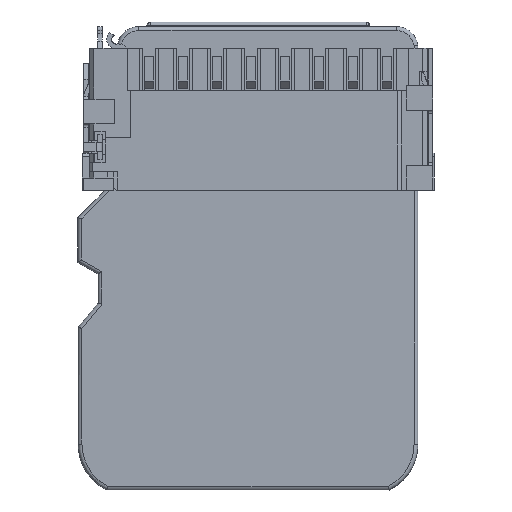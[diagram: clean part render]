
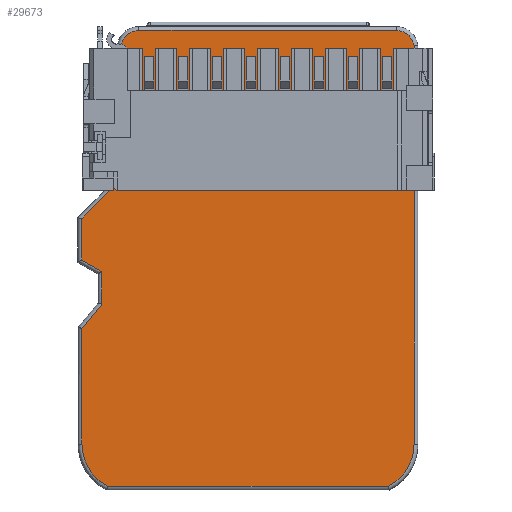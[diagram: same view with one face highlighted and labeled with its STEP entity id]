
A CAD part, front view. The second image highlights one B-rep face of the part: STEP entity #29673.
In plain terms, the highlighted planar face has unit normal (0, -1, 0).
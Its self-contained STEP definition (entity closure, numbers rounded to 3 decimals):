
#291 = VECTOR ( 'NONE', #12216, 1000. ) ;
#303 = VERTEX_POINT ( 'NONE', #25275 ) ;
#889 = VERTEX_POINT ( 'NONE', #15506 ) ;
#1179 = EDGE_CURVE ( 'NONE', #11856, #2787, #10682, .T. ) ;
#1252 = ORIENTED_EDGE ( 'NONE', *, *, #14508, .T. ) ;
#1367 = LINE ( 'NONE', #10951, #12972 ) ;
#1388 = ORIENTED_EDGE ( 'NONE', *, *, #24195, .T. ) ;
#1535 = VECTOR ( 'NONE', #22301, 1000. ) ;
#1582 = ORIENTED_EDGE ( 'NONE', *, *, #1179, .T. ) ;
#1849 = VECTOR ( 'NONE', #4162, 1000. ) ;
#2232 = EDGE_CURVE ( 'NONE', #22080, #889, #10154, .T. ) ;
#2271 = LINE ( 'NONE', #19969, #1535 ) ;
#2351 = DIRECTION ( 'NONE',  ( 0., 0., -1. ) ) ;
#2554 = CARTESIAN_POINT ( 'NONE',  ( -5.381, 0.365, -4.93 ) ) ;
#2679 = LINE ( 'NONE', #20656, #20438 ) ;
#2787 = VERTEX_POINT ( 'NONE', #20942 ) ;
#3165 = ORIENTED_EDGE ( 'NONE', *, *, #13046, .T. ) ;
#3187 = CARTESIAN_POINT ( 'NONE',  ( -4.18, 0.365, 2.875 ) ) ;
#3265 = CIRCLE ( 'NONE', #7785, 0.58 ) ;
#3303 = FACE_OUTER_BOUND ( 'NONE', #6331, .T. ) ;
#3751 = AXIS2_PLACEMENT_3D ( 'NONE', #22713, #8831, #25044 ) ;
#3973 = CARTESIAN_POINT ( 'NONE',  ( 4.725, 0.365, -10.513 ) ) ;
#4162 = DIRECTION ( 'NONE',  ( 1., 0., 0. ) ) ;
#4218 = LINE ( 'NONE', #13895, #21972 ) ;
#5160 = CARTESIAN_POINT ( 'NONE',  ( -4.756, 0.365, -1.937 ) ) ;
#5310 = EDGE_CURVE ( 'NONE', #16070, #22080, #24978, .T. ) ;
#5639 = DIRECTION ( 'NONE',  ( 0., 0., -1. ) ) ;
#6331 = EDGE_LOOP ( 'NONE', ( #26840, #25600, #6352, #7884, #1388, #13114, #13306, #3165, #1252, #25050, #8652, #14078, #1582, #10324 ) ) ;
#6352 = ORIENTED_EDGE ( 'NONE', *, *, #5310, .T. ) ;
#6789 = DIRECTION ( 'NONE',  ( 0., 0., -1. ) ) ;
#6960 = CARTESIAN_POINT ( 'NONE',  ( -4.182, 0.365, 2.295 ) ) ;
#7664 = CIRCLE ( 'NONE', #13317, 1.516 ) ;
#7785 = AXIS2_PLACEMENT_3D ( 'NONE', #6960, #23168, #9304 ) ;
#7884 = ORIENTED_EDGE ( 'NONE', *, *, #2232, .T. ) ;
#8316 = CARTESIAN_POINT ( 'NONE',  ( -5.193, 0.365, -11.875 ) ) ;
#8392 = CARTESIAN_POINT ( 'NONE',  ( -6.026, 0.365, -10.512 ) ) ;
#8515 = CARTESIAN_POINT ( 'NONE',  ( -6.037, 0.365, -4.555 ) ) ;
#8652 = ORIENTED_EDGE ( 'NONE', *, *, #21889, .T. ) ;
#8763 = EDGE_CURVE ( 'NONE', #17185, #16070, #7664, .T. ) ;
#8768 = LINE ( 'NONE', #15616, #1849 ) ;
#8831 = DIRECTION ( 'NONE',  ( 0., -1., 0. ) ) ;
#9118 = VERTEX_POINT ( 'NONE', #20079 ) ;
#9304 = DIRECTION ( 'NONE',  ( -1., 0., 0. ) ) ;
#9380 = DIRECTION ( 'NONE',  ( 0., -1., 0. ) ) ;
#9445 = CARTESIAN_POINT ( 'NONE',  ( -4.756, 0.365, 2.378 ) ) ;
#9791 = LINE ( 'NONE', #3187, #26796 ) ;
#9850 = CARTESIAN_POINT ( 'NONE',  ( 4.725, 0.365, 2.378 ) ) ;
#10154 = CIRCLE ( 'NONE', #14236, 0.58 ) ;
#10324 = ORIENTED_EDGE ( 'NONE', *, *, #23175, .T. ) ;
#10676 = CARTESIAN_POINT ( 'NONE',  ( 4.916, 0.365, -12. ) ) ;
#10682 = LINE ( 'NONE', #8392, #22265 ) ;
#10770 = DIRECTION ( 'NONE',  ( -1., 0., 0. ) ) ;
#10951 = CARTESIAN_POINT ( 'NONE',  ( -4.756, 0.365, -1.886 ) ) ;
#11027 = VERTEX_POINT ( 'NONE', #2554 ) ;
#11509 = CARTESIAN_POINT ( 'NONE',  ( -6.055, 0.365, -6.809 ) ) ;
#11856 = VERTEX_POINT ( 'NONE', #29075 ) ;
#11857 = VERTEX_POINT ( 'NONE', #8316 ) ;
#12046 = AXIS2_PLACEMENT_3D ( 'NONE', #10676, #24638, #10770 ) ;
#12216 = DIRECTION ( 'NONE',  ( 0., 0., 1. ) ) ;
#12972 = VECTOR ( 'NONE', #27168, 1000. ) ;
#13046 = EDGE_CURVE ( 'NONE', #26416, #28465, #2271, .T. ) ;
#13114 = ORIENTED_EDGE ( 'NONE', *, *, #13766, .T. ) ;
#13306 = ORIENTED_EDGE ( 'NONE', *, *, #14954, .T. ) ;
#13317 = AXIS2_PLACEMENT_3D ( 'NONE', #23239, #9380, #25591 ) ;
#13757 = EDGE_CURVE ( 'NONE', #303, #11856, #15618, .T. ) ;
#13766 = EDGE_CURVE ( 'NONE', #9118, #22007, #3265, .T. ) ;
#13895 = CARTESIAN_POINT ( 'NONE',  ( 5.429, 0.365, -11.101 ) ) ;
#14078 = ORIENTED_EDGE ( 'NONE', *, *, #13757, .T. ) ;
#14236 = AXIS2_PLACEMENT_3D ( 'NONE', #17328, #17270, #17235 ) ;
#14508 = EDGE_CURVE ( 'NONE', #28465, #21760, #15962, .T. ) ;
#14529 = CIRCLE ( 'NONE', #3751, 1.541 ) ;
#14872 = CARTESIAN_POINT ( 'NONE',  ( -6.037, 0.365, -3.229 ) ) ;
#14954 = EDGE_CURVE ( 'NONE', #22007, #26416, #1367, .T. ) ;
#15506 = CARTESIAN_POINT ( 'NONE',  ( 4.151, 0.365, 2.875 ) ) ;
#15616 = CARTESIAN_POINT ( 'NONE',  ( 4.916, 0.365, -11.875 ) ) ;
#15618 = LINE ( 'NONE', #11509, #27198 ) ;
#15751 = EDGE_CURVE ( 'NONE', #21760, #11027, #4218, .T. ) ;
#15962 = LINE ( 'NONE', #25587, #21369 ) ;
#16070 = VERTEX_POINT ( 'NONE', #3973 ) ;
#17185 = VERTEX_POINT ( 'NONE', #28082 ) ;
#17235 = DIRECTION ( 'NONE',  ( -1., 0., 0. ) ) ;
#17270 = DIRECTION ( 'NONE',  ( 0., -1., 0. ) ) ;
#17328 = CARTESIAN_POINT ( 'NONE',  ( 4.151, 0.365, 2.295 ) ) ;
#18591 = EDGE_CURVE ( 'NONE', #11857, #17185, #8768, .T. ) ;
#18843 = CARTESIAN_POINT ( 'NONE',  ( 4.725, 0.365, -12. ) ) ;
#19969 = CARTESIAN_POINT ( 'NONE',  ( -6.073, 0.365, -3.265 ) ) ;
#20079 = CARTESIAN_POINT ( 'NONE',  ( -4.18, 0.365, 2.875 ) ) ;
#20438 = VECTOR ( 'NONE', #6789, 1000. ) ;
#20656 = CARTESIAN_POINT ( 'NONE',  ( -5.381, 0.365, -5.946 ) ) ;
#20942 = CARTESIAN_POINT ( 'NONE',  ( -6.026, 0.365, -10.511 ) ) ;
#21369 = VECTOR ( 'NONE', #2351, 1000. ) ;
#21760 = VERTEX_POINT ( 'NONE', #8515 ) ;
#21889 = EDGE_CURVE ( 'NONE', #11027, #303, #2679, .T. ) ;
#21972 = VECTOR ( 'NONE', #25476, 1000. ) ;
#22007 = VERTEX_POINT ( 'NONE', #9445 ) ;
#22080 = VERTEX_POINT ( 'NONE', #9850 ) ;
#22265 = VECTOR ( 'NONE', #5639, 1000. ) ;
#22301 = DIRECTION ( 'NONE',  ( -0.704, 0., -0.71 ) ) ;
#22713 = CARTESIAN_POINT ( 'NONE',  ( -4.485, 0.365, -10.506 ) ) ;
#23066 = DIRECTION ( 'NONE',  ( -0.636, 0., -0.772 ) ) ;
#23168 = DIRECTION ( 'NONE',  ( 0., -1., 0. ) ) ;
#23175 = EDGE_CURVE ( 'NONE', #2787, #11857, #14529, .T. ) ;
#23239 = CARTESIAN_POINT ( 'NONE',  ( 3.209, 0.365, -10.522 ) ) ;
#24195 = EDGE_CURVE ( 'NONE', #889, #9118, #9791, .T. ) ;
#24638 = DIRECTION ( 'NONE',  ( 0., 1., 0. ) ) ;
#24978 = LINE ( 'NONE', #18843, #291 ) ;
#25044 = DIRECTION ( 'NONE',  ( -1., 0., 0. ) ) ;
#25050 = ORIENTED_EDGE ( 'NONE', *, *, #15751, .T. ) ;
#25275 = CARTESIAN_POINT ( 'NONE',  ( -5.381, 0.365, -5.991 ) ) ;
#25476 = DIRECTION ( 'NONE',  ( 0.868, 0., -0.496 ) ) ;
#25587 = CARTESIAN_POINT ( 'NONE',  ( -6.037, 0.365, -4.628 ) ) ;
#25591 = DIRECTION ( 'NONE',  ( -1., 0., 0. ) ) ;
#25600 = ORIENTED_EDGE ( 'NONE', *, *, #8763, .T. ) ;
#26416 = VERTEX_POINT ( 'NONE', #5160 ) ;
#26796 = VECTOR ( 'NONE', #28723, 1000. ) ;
#26840 = ORIENTED_EDGE ( 'NONE', *, *, #18591, .T. ) ;
#27168 = DIRECTION ( 'NONE',  ( 0., 0., -1. ) ) ;
#27198 = VECTOR ( 'NONE', #23066, 1000. ) ;
#28082 = CARTESIAN_POINT ( 'NONE',  ( 3.893, 0.365, -11.875 ) ) ;
#28465 = VERTEX_POINT ( 'NONE', #14872 ) ;
#28723 = DIRECTION ( 'NONE',  ( -1., 0., 0. ) ) ;
#29075 = CARTESIAN_POINT ( 'NONE',  ( -6.026, 0.365, -6.775 ) ) ;
#29179 = PLANE ( 'NONE',  #12046 ) ;
#29673 = ADVANCED_FACE ( 'NONE', ( #3303 ), #29179, .F. ) ;
